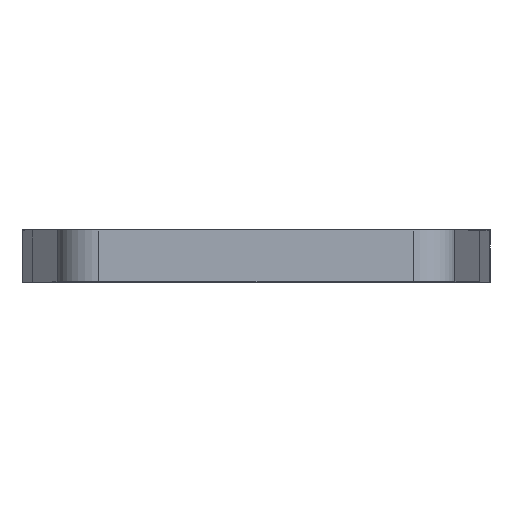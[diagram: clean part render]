
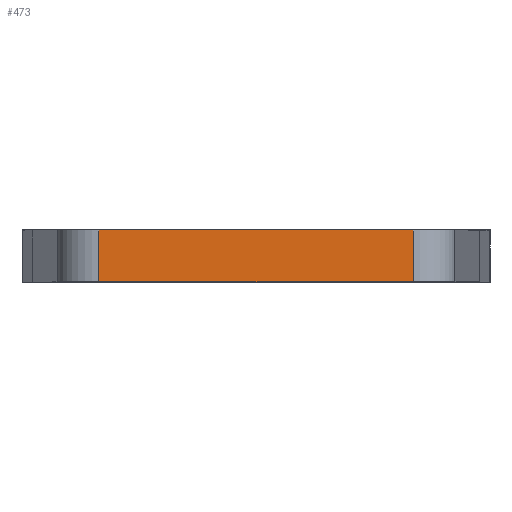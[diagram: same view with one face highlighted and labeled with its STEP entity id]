
A CAD part, left-side view. The second image highlights one B-rep face of the part: STEP entity #473.
In plain terms, the highlighted planar face has unit normal (-1, 0, 0).
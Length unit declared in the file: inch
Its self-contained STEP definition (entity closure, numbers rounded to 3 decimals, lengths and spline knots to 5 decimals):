
#2 = EDGE_CURVE ( 'NONE', #311, #827, #463, .T. ) ;
#18 = VERTEX_POINT ( 'NONE', #1119 ) ;
#114 = CARTESIAN_POINT ( 'NONE',  ( -9.64688, -6.34333, -2.682 ) ) ;
#169 = LINE ( 'NONE', #1426, #308 ) ;
#196 = ORIENTED_EDGE ( 'NONE', *, *, #2, .T. ) ;
#200 = VERTEX_POINT ( 'NONE', #1429 ) ;
#308 = VECTOR ( 'NONE', #700, 39.37008 ) ;
#311 = VERTEX_POINT ( 'NONE', #650 ) ;
#334 = DIRECTION ( 'NONE',  ( 0., 1., 0. ) ) ;
#463 = LINE ( 'NONE', #584, #1297 ) ;
#473 = ADVANCED_FACE ( 'NONE', ( #525 ), #1443, .F. ) ;
#495 = VECTOR ( 'NONE', #1522, 39.37008 ) ;
#499 = ORIENTED_EDGE ( 'NONE', *, *, #1659, .T. ) ;
#500 = CARTESIAN_POINT ( 'NONE',  ( -9.64688, 0.62157, -2.557 ) ) ;
#525 = FACE_OUTER_BOUND ( 'NONE', #809, .T. ) ;
#533 = CARTESIAN_POINT ( 'NONE',  ( -9.64688, -6.34333, -2.557 ) ) ;
#540 = CARTESIAN_POINT ( 'NONE',  ( -9.64688, 1.37843, -2.557 ) ) ;
#547 = VECTOR ( 'NONE', #1017, 39.37008 ) ;
#565 = EDGE_CURVE ( 'NONE', #827, #18, #169, .T. ) ;
#584 = CARTESIAN_POINT ( 'NONE',  ( -9.64688, -6.34333, -2.557 ) ) ;
#650 = CARTESIAN_POINT ( 'NONE',  ( -9.64688, 0.62157, -2.557 ) ) ;
#670 = DIRECTION ( 'NONE',  ( 1., 0., 0. ) ) ;
#700 = DIRECTION ( 'NONE',  ( 0., 0., -1. ) ) ;
#809 = EDGE_LOOP ( 'NONE', ( #1153, #499, #196, #1092 ) ) ;
#827 = VERTEX_POINT ( 'NONE', #540 ) ;
#866 = LINE ( 'NONE', #114, #495 ) ;
#877 = AXIS2_PLACEMENT_3D ( 'NONE', #533, #670, #1302 ) ;
#1017 = DIRECTION ( 'NONE',  ( 0., 0., 1. ) ) ;
#1092 = ORIENTED_EDGE ( 'NONE', *, *, #565, .T. ) ;
#1119 = CARTESIAN_POINT ( 'NONE',  ( -9.64688, 1.37843, -2.682 ) ) ;
#1153 = ORIENTED_EDGE ( 'NONE', *, *, #1336, .F. ) ;
#1242 = LINE ( 'NONE', #500, #547 ) ;
#1297 = VECTOR ( 'NONE', #334, 39.37008 ) ;
#1302 = DIRECTION ( 'NONE',  ( 0., 1., 0. ) ) ;
#1336 = EDGE_CURVE ( 'NONE', #200, #18, #866, .T. ) ;
#1426 = CARTESIAN_POINT ( 'NONE',  ( -9.64688, 1.37843, -2.557 ) ) ;
#1429 = CARTESIAN_POINT ( 'NONE',  ( -9.64688, 0.62157, -2.682 ) ) ;
#1443 = PLANE ( 'NONE',  #877 ) ;
#1522 = DIRECTION ( 'NONE',  ( 0., 1., 0. ) ) ;
#1659 = EDGE_CURVE ( 'NONE', #200, #311, #1242, .T. ) ;
